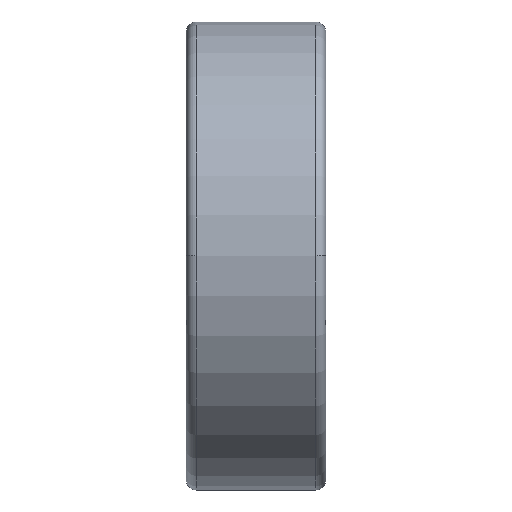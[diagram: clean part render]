
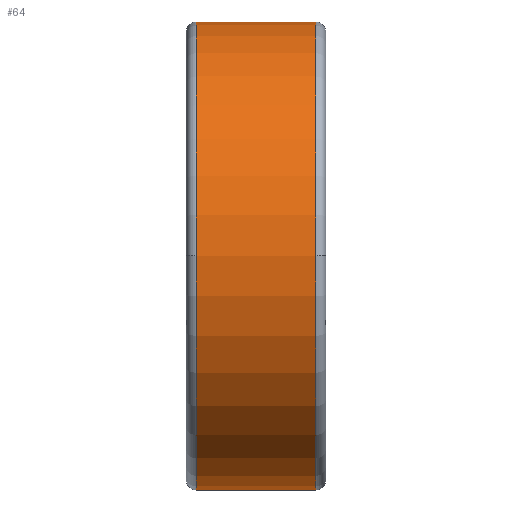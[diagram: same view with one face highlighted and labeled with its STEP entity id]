
A CAD part, top view. The second image highlights one B-rep face of the part: STEP entity #64.
In plain terms, the highlighted cylindrical face has radius 23.5 mm (diameter 47 mm), a partial arc.
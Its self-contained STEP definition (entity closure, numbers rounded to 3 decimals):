
#64=ADVANCED_FACE('',(#216),#217,.T.);
#216=FACE_OUTER_BOUND('',#543,.T.);
#217=CYLINDRICAL_SURFACE('',#544,23.5);
#543=EDGE_LOOP('',(#884,#885,#886,#887,#888,#889));
#544=AXIS2_PLACEMENT_3D('',#890,#891,#892);
#884=ORIENTED_EDGE('',*,*,#2145,.F.);
#885=ORIENTED_EDGE('',*,*,#2146,.T.);
#886=ORIENTED_EDGE('',*,*,#2147,.T.);
#887=ORIENTED_EDGE('',*,*,#2148,.F.);
#888=ORIENTED_EDGE('',*,*,#2149,.F.);
#889=ORIENTED_EDGE('',*,*,#2141,.F.);
#890=CARTESIAN_POINT('',(7.0,0.0,0.0));
#891=DIRECTION('',(1.0,0.0,0.0));
#892=DIRECTION('',(0.0,1.0,0.0));
#2141=EDGE_CURVE('',#2558,#2560,#2561,.T.);
#2145=EDGE_CURVE('',#2567,#2558,#2568,.T.);
#2146=EDGE_CURVE('',#2567,#2569,#2570,.T.);
#2147=EDGE_CURVE('',#2569,#2571,#2572,.T.);
#2148=EDGE_CURVE('',#2573,#2571,#2574,.T.);
#2149=EDGE_CURVE('',#2560,#2573,#2575,.T.);
#2558=VERTEX_POINT('',#3258);
#2560=VERTEX_POINT('',#3260);
#2561=CIRCLE('',#3261,23.5);
#2567=VERTEX_POINT('',#3267);
#2568=LINE('',#3268,#3269);
#2569=VERTEX_POINT('',#3270);
#2570=CIRCLE('',#3271,23.5);
#2571=VERTEX_POINT('',#3272);
#2572=CIRCLE('',#3273,23.5);
#2573=VERTEX_POINT('',#3274);
#2574=LINE('',#3275,#3276);
#2575=CIRCLE('',#3277,23.5);
#3258=CARTESIAN_POINT('',(13.0,23.5,0.0));
#3260=CARTESIAN_POINT('',(13.0,0.,23.5));
#3261=AXIS2_PLACEMENT_3D('',#4907,#4908,#4909);
#3267=CARTESIAN_POINT('',(1.0,23.5,0.0));
#3268=CARTESIAN_POINT('',(7.0,23.5,0.));
#3269=VECTOR('',#4919,1.0);
#3270=CARTESIAN_POINT('',(1.0,0.,23.5));
#3271=AXIS2_PLACEMENT_3D('',#4920,#4921,#4922);
#3272=CARTESIAN_POINT('',(1.0,-23.5,0.));
#3273=AXIS2_PLACEMENT_3D('',#4923,#4924,#4925);
#3274=CARTESIAN_POINT('',(13.0,-23.5,0.));
#3275=CARTESIAN_POINT('',(7.0,-23.5,0.));
#3276=VECTOR('',#4926,1.0);
#3277=AXIS2_PLACEMENT_3D('',#4927,#4928,#4929);
#4907=CARTESIAN_POINT('',(13.0,0.0,0.0));
#4908=DIRECTION('',(1.0,0.0,0.0));
#4909=DIRECTION('',(0.0,1.0,0.0));
#4919=DIRECTION('',(1.0,0.0,0.0));
#4920=CARTESIAN_POINT('',(1.0,0.0,0.0));
#4921=DIRECTION('',(1.0,0.0,0.0));
#4922=DIRECTION('',(0.0,1.0,0.0));
#4923=CARTESIAN_POINT('',(1.0,0.0,0.0));
#4924=DIRECTION('',(1.0,0.0,0.0));
#4925=DIRECTION('',(0.0,1.0,0.0));
#4926=DIRECTION('',(-1.0,-0.0,-0.0));
#4927=CARTESIAN_POINT('',(13.0,0.0,0.0));
#4928=DIRECTION('',(1.0,0.0,0.0));
#4929=DIRECTION('',(0.0,1.0,0.0));
